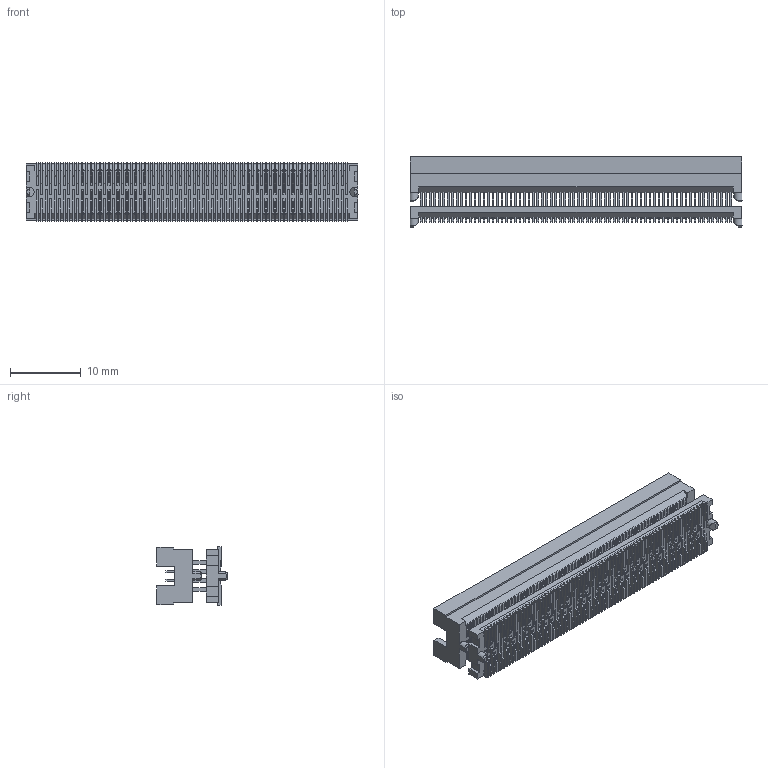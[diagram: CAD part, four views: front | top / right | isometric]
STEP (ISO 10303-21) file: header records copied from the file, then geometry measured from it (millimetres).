
FILE_DESCRIPTION((''),'2;1');
FILE_NAME('FBB12709_ASM','2026-03-16T16:56:18',('gongchengVV'),(''),'CREO PARAMETRIC BY PTC INC, 2020033','CREO PARAMETRIC BY PTC INC, 2020033','');
FILE_SCHEMA(('CONFIG_CONTROL_DESIGN'));
Products named in the file (1): FBB12709_ASM
Bounding box: 46.99 x 9.97 x 8.27 mm (x, y, z)
Volume: 1318.8 mm3; surface area: 4490.6 mm2
Topology: 1 solids, 1 shells, 5246 faces, 14771 edges, 9846 vertices
Faces by surface type: plane 5028, cylinder 214, cone 4
Entity records: 166831 total; most frequent: CARTESIAN_POINT 29993, ORIENTED_EDGE 29542, DIRECTION 25683, EDGE_CURVE 14771, VECTOR 14319, LINE 14319, VERTEX_POINT 9846, EDGE_LOOP 5843
